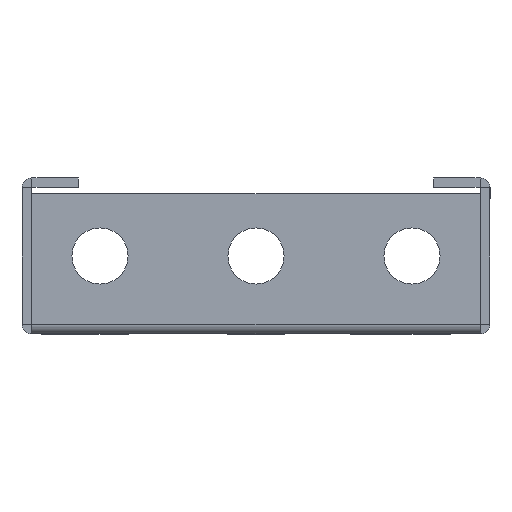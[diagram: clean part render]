
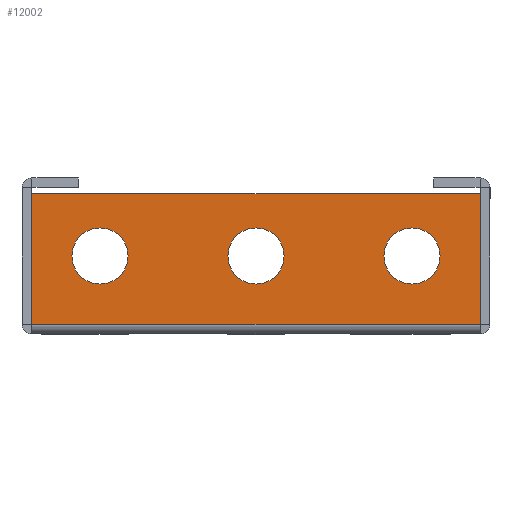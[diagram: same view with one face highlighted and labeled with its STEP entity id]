
A CAD part, left-side view. The second image highlights one B-rep face of the part: STEP entity #12002.
In plain terms, the highlighted planar face has unit normal (-1, 0, 0).
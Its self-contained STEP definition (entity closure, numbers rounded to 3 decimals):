
#1015 = PLANE ( 'NONE',  #2196 ) ;
#1016 = CARTESIAN_POINT ( 'NONE',  ( -349.5, 35.9, 1.5 ) ) ;
#1017 = DIRECTION ( 'NONE',  ( 1., 0., 0. ) ) ;
#1018 = DIRECTION ( 'NONE',  ( 0., 0., -1. ) ) ;
#2196 = AXIS2_PLACEMENT_3D ( 'NONE', #1016, #1017, #1018 ) ;
#2464 = FACE_BOUND ( 'NONE', #9066, .T. ) ;
#2470 = FACE_BOUND ( 'NONE', #9090, .T. ) ;
#2472 = FACE_BOUND ( 'NONE', #9098, .T. ) ;
#2474 = FACE_OUTER_BOUND ( 'NONE', #9106, .T. ) ;
#8537 = AXIS2_PLACEMENT_3D ( 'NONE', #17589, #17599, #17600 ) ;
#8541 = AXIS2_PLACEMENT_3D ( 'NONE', #17604, #17605, #17606 ) ;
#8542 = AXIS2_PLACEMENT_3D ( 'NONE', #17586, #17602, #17603 ) ;
#8549 = AXIS2_PLACEMENT_3D ( 'NONE', #17644, #17646, #17647 ) ;
#8554 = AXIS2_PLACEMENT_3D ( 'NONE', #17641, #17651, #17652 ) ;
#9066 = EDGE_LOOP ( 'NONE', ( #12476, #12477 ) ) ;
#9090 = EDGE_LOOP ( 'NONE', ( #12478, #12479 ) ) ;
#9098 = EDGE_LOOP ( 'NONE', ( #12480, #12481 ) ) ;
#9106 = EDGE_LOOP ( 'NONE', ( #12482, #12483, #12484, #12485 ) ) ;
#10493 = VERTEX_POINT ( 'NONE', #28755 ) ;
#10494 = VERTEX_POINT ( 'NONE', #28756 ) ;
#10497 = VERTEX_POINT ( 'NONE', #28759 ) ;
#10498 = VERTEX_POINT ( 'NONE', #28760 ) ;
#11245 = EDGE_CURVE ( 'NONE', #21011, #21014, #30348, .T. ) ;
#12002 = ADVANCED_FACE ( 'NONE', ( #2464, #2470, #2472, #2474 ), #1015, .F. ) ;
#12476 = ORIENTED_EDGE ( 'NONE', *, *, #24376, .T. ) ;
#12477 = ORIENTED_EDGE ( 'NONE', *, *, #24392, .T. ) ;
#12478 = ORIENTED_EDGE ( 'NONE', *, *, #24377, .T. ) ;
#12479 = ORIENTED_EDGE ( 'NONE', *, *, #24394, .T. ) ;
#12480 = ORIENTED_EDGE ( 'NONE', *, *, #24375, .T. ) ;
#12481 = ORIENTED_EDGE ( 'NONE', *, *, #11245, .T. ) ;
#12482 = ORIENTED_EDGE ( 'NONE', *, *, #24367, .F. ) ;
#12483 = ORIENTED_EDGE ( 'NONE', *, *, #24369, .T. ) ;
#12484 = ORIENTED_EDGE ( 'NONE', *, *, #24374, .T. ) ;
#12485 = ORIENTED_EDGE ( 'NONE', *, *, #24370, .T. ) ;
#16370 = CARTESIAN_POINT ( 'NONE',  ( -349.5, 25., 17. ) ) ;
#16373 = CARTESIAN_POINT ( 'NONE',  ( -349.5, 25., 8. ) ) ;
#16382 = CARTESIAN_POINT ( 'NONE',  ( -349.5, 0., 8. ) ) ;
#16384 = CARTESIAN_POINT ( 'NONE',  ( -349.5, 0., 17. ) ) ;
#16390 = CARTESIAN_POINT ( 'NONE',  ( -349.5, -25., 8. ) ) ;
#16391 = CARTESIAN_POINT ( 'NONE',  ( -349.5, -25., 17. ) ) ;
#17445 = LINE ( 'NONE', #17582, #17446 ) ;
#17446 = VECTOR ( 'NONE', #17583, 1000. ) ;
#17448 = LINE ( 'NONE', #17584, #17454 ) ;
#17452 = LINE ( 'NONE', #17587, #17453 ) ;
#17453 = VECTOR ( 'NONE', #17588, 1000. ) ;
#17454 = VECTOR ( 'NONE', #17590, 1000. ) ;
#17461 = LINE ( 'NONE', #17597, #17462 ) ;
#17462 = VECTOR ( 'NONE', #17598, 1000. ) ;
#17465 = CIRCLE ( 'NONE', #8537, 4.5 ) ;
#17466 = CIRCLE ( 'NONE', #8542, 4.5 ) ;
#17467 = CIRCLE ( 'NONE', #8541, 4.5 ) ;
#17490 = CIRCLE ( 'NONE', #8549, 4.5 ) ;
#17493 = CIRCLE ( 'NONE', #8554, 4.5 ) ;
#17582 = CARTESIAN_POINT ( 'NONE',  ( -349.5, 35.9, 1.6 ) ) ;
#17583 = DIRECTION ( 'NONE',  ( 0., 1., 0. ) ) ;
#17584 = CARTESIAN_POINT ( 'NONE',  ( -349.5, 35.9, 1.5 ) ) ;
#17586 = CARTESIAN_POINT ( 'NONE',  ( -349.5, -25., 12.5 ) ) ;
#17587 = CARTESIAN_POINT ( 'NONE',  ( -349.5, -35.9, 22.5 ) ) ;
#17588 = DIRECTION ( 'NONE',  ( 0., 0., 1. ) ) ;
#17589 = CARTESIAN_POINT ( 'NONE',  ( -349.5, 25., 12.5 ) ) ;
#17590 = DIRECTION ( 'NONE',  ( 0., 0., -1. ) ) ;
#17597 = CARTESIAN_POINT ( 'NONE',  ( -349.5, 35.9, 22.5 ) ) ;
#17598 = DIRECTION ( 'NONE',  ( 0., 1., 0. ) ) ;
#17599 = DIRECTION ( 'NONE',  ( 1., 0., 0. ) ) ;
#17600 = DIRECTION ( 'NONE',  ( 0., 0., -1. ) ) ;
#17602 = DIRECTION ( 'NONE',  ( 1., 0., 0. ) ) ;
#17603 = DIRECTION ( 'NONE',  ( 0., 0., 1. ) ) ;
#17604 = CARTESIAN_POINT ( 'NONE',  ( -349.5, 0., 12.5 ) ) ;
#17605 = DIRECTION ( 'NONE',  ( 1., 0., 0. ) ) ;
#17606 = DIRECTION ( 'NONE',  ( 0., 0., -1. ) ) ;
#17641 = CARTESIAN_POINT ( 'NONE',  ( -349.5, 0., 12.5 ) ) ;
#17644 = CARTESIAN_POINT ( 'NONE',  ( -349.5, -25., 12.5 ) ) ;
#17646 = DIRECTION ( 'NONE',  ( 1., 0., 0. ) ) ;
#17647 = DIRECTION ( 'NONE',  ( 0., 0., 1. ) ) ;
#17651 = DIRECTION ( 'NONE',  ( 1., 0., 0. ) ) ;
#17652 = DIRECTION ( 'NONE',  ( 0., 0., -1. ) ) ;
#21011 = VERTEX_POINT ( 'NONE', #16370 ) ;
#21014 = VERTEX_POINT ( 'NONE', #16373 ) ;
#21023 = VERTEX_POINT ( 'NONE', #16382 ) ;
#21025 = VERTEX_POINT ( 'NONE', #16384 ) ;
#21031 = VERTEX_POINT ( 'NONE', #16390 ) ;
#21032 = VERTEX_POINT ( 'NONE', #16391 ) ;
#24367 = EDGE_CURVE ( 'NONE', #10493, #10494, #17445, .T. ) ;
#24369 = EDGE_CURVE ( 'NONE', #10493, #10497, #17452, .T. ) ;
#24370 = EDGE_CURVE ( 'NONE', #10498, #10494, #17448, .T. ) ;
#24374 = EDGE_CURVE ( 'NONE', #10497, #10498, #17461, .T. ) ;
#24375 = EDGE_CURVE ( 'NONE', #21014, #21011, #17465, .T. ) ;
#24376 = EDGE_CURVE ( 'NONE', #21031, #21032, #17466, .T. ) ;
#24377 = EDGE_CURVE ( 'NONE', #21023, #21025, #17467, .T. ) ;
#24392 = EDGE_CURVE ( 'NONE', #21032, #21031, #17490, .T. ) ;
#24394 = EDGE_CURVE ( 'NONE', #21025, #21023, #17493, .T. ) ;
#26732 = AXIS2_PLACEMENT_3D ( 'NONE', #29772, #29776, #29777 ) ;
#28755 = CARTESIAN_POINT ( 'NONE',  ( -349.5, -35.9, 1.6 ) ) ;
#28756 = CARTESIAN_POINT ( 'NONE',  ( -349.5, 35.9, 1.6 ) ) ;
#28759 = CARTESIAN_POINT ( 'NONE',  ( -349.5, -35.9, 22.5 ) ) ;
#28760 = CARTESIAN_POINT ( 'NONE',  ( -349.5, 35.9, 22.5 ) ) ;
#29772 = CARTESIAN_POINT ( 'NONE',  ( -349.5, 25., 12.5 ) ) ;
#29776 = DIRECTION ( 'NONE',  ( 1., 0., 0. ) ) ;
#29777 = DIRECTION ( 'NONE',  ( 0., 0., -1. ) ) ;
#30348 = CIRCLE ( 'NONE', #26732, 4.5 ) ;
